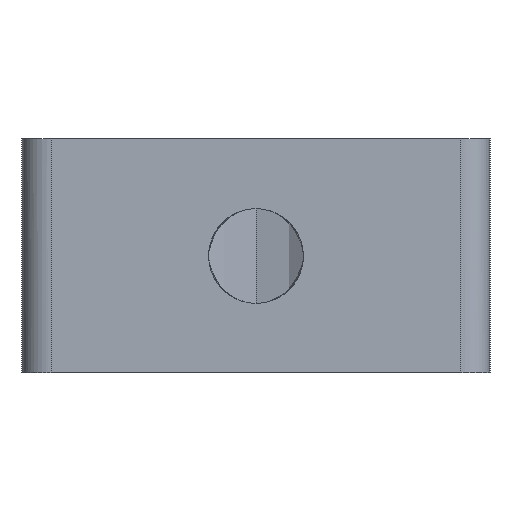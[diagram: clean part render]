
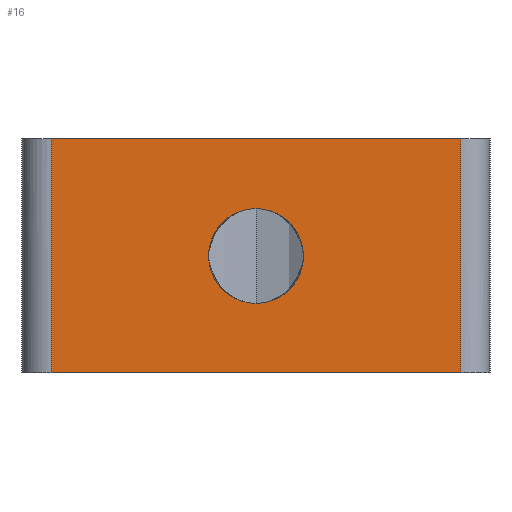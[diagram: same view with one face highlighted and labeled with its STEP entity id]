
A CAD part, left-side view. The second image highlights one B-rep face of the part: STEP entity #16.
In plain terms, the highlighted planar face has unit normal (-1, 0, 0).
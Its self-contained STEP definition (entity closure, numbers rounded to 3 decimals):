
#16=ADVANCED_FACE('',(#52,#45),#458,.T.);
#45=FACE_BOUND('',#83,.T.);
#52=FACE_OUTER_BOUND('',#82,.T.);
#82=EDGE_LOOP('',(#129,#130,#131,#132));
#83=EDGE_LOOP('',(#133,#134));
#129=ORIENTED_EDGE('',*,*,#257,.F.);
#130=ORIENTED_EDGE('',*,*,#255,.F.);
#131=ORIENTED_EDGE('',*,*,#258,.F.);
#132=ORIENTED_EDGE('',*,*,#259,.T.);
#133=ORIENTED_EDGE('',*,*,#299,.T.);
#134=ORIENTED_EDGE('',*,*,#322,.T.);
#255=EDGE_CURVE('',#398,#399,#377,.T.);
#257=EDGE_CURVE('',#399,#405,#379,.T.);
#258=EDGE_CURVE('',#406,#398,#380,.T.);
#259=EDGE_CURVE('',#406,#405,#381,.T.);
#299=EDGE_CURVE('',#407,#436,#353,.T.);
#322=EDGE_CURVE('',#436,#407,#374,.T.);
#353=(
BOUNDED_CURVE()
B_SPLINE_CURVE(2,(#900,#901,#902,#903,#904),.UNSPECIFIED.,.F.,.F.)
B_SPLINE_CURVE_WITH_KNOTS((3,2,3),(3.142,4.712,6.283),
 .UNSPECIFIED.)
CURVE()
GEOMETRIC_REPRESENTATION_ITEM()
RATIONAL_B_SPLINE_CURVE((1.,0.707,1.,0.707,1.))
REPRESENTATION_ITEM('')
);
#374=(
BOUNDED_CURVE()
B_SPLINE_CURVE(2,(#1016,#1017,#1018,#1019,#1020),.UNSPECIFIED.,.F.,.F.)
B_SPLINE_CURVE_WITH_KNOTS((3,2,3),(6.283,7.854,9.425),
 .UNSPECIFIED.)
CURVE()
GEOMETRIC_REPRESENTATION_ITEM()
RATIONAL_B_SPLINE_CURVE((1.,0.707,1.,0.707,1.))
REPRESENTATION_ITEM('')
);
#377=B_SPLINE_CURVE_WITH_KNOTS('',1,(#739,#740),.UNSPECIFIED.,.F.,.F.,(2,
2),(0.1,1.5),.UNSPECIFIED.);
#379=B_SPLINE_CURVE_WITH_KNOTS('',1,(#743,#744),.UNSPECIFIED.,.F.,.F.,(2,
2),(-0.8,0.),.UNSPECIFIED.);
#380=B_SPLINE_CURVE_WITH_KNOTS('',1,(#745,#746),.UNSPECIFIED.,.F.,.F.,(2,
2),(0.,0.8),.UNSPECIFIED.);
#381=B_SPLINE_CURVE_WITH_KNOTS('',1,(#747,#748),.UNSPECIFIED.,.F.,.F.,(2,
2),(0.1,1.5),.UNSPECIFIED.);
#398=VERTEX_POINT('',#696);
#399=VERTEX_POINT('',#697);
#405=VERTEX_POINT('',#703);
#406=VERTEX_POINT('',#704);
#407=VERTEX_POINT('',#705);
#436=VERTEX_POINT('',#734);
#458=PLANE('',#484);
#484=AXIS2_PLACEMENT_3D('',#502,#493,$);
#493=DIRECTION('',(-1.,0.,0.));
#502=CARTESIAN_POINT('',(-37.,7.01,-0.01));
#696=CARTESIAN_POINT('',(-37.,7.,8.));
#697=CARTESIAN_POINT('',(-37.,-7.,8.));
#703=CARTESIAN_POINT('',(-37.,-7.,0.));
#704=CARTESIAN_POINT('',(-37.,7.,0.));
#705=CARTESIAN_POINT('',(-37.,0.,2.379));
#734=CARTESIAN_POINT('',(-37.,0.,5.621));
#739=CARTESIAN_POINT('',(-37.,7.,8.));
#740=CARTESIAN_POINT('',(-37.,-7.,8.));
#743=CARTESIAN_POINT('',(-37.,-7.,8.));
#744=CARTESIAN_POINT('',(-37.,-7.,0.));
#745=CARTESIAN_POINT('',(-37.,7.,0.));
#746=CARTESIAN_POINT('',(-37.,7.,8.));
#747=CARTESIAN_POINT('',(-37.,7.,0.));
#748=CARTESIAN_POINT('',(-37.,-7.,0.));
#900=CARTESIAN_POINT('',(-37.,0.,2.379));
#901=CARTESIAN_POINT('',(-37.,1.621,2.379));
#902=CARTESIAN_POINT('',(-37.,1.621,4.));
#903=CARTESIAN_POINT('',(-37.,1.621,5.621));
#904=CARTESIAN_POINT('',(-37.,0.,5.621));
#1016=CARTESIAN_POINT('',(-37.,0.,5.621));
#1017=CARTESIAN_POINT('',(-37.,-1.621,5.621));
#1018=CARTESIAN_POINT('',(-37.,-1.621,4.));
#1019=CARTESIAN_POINT('',(-37.,-1.621,2.379));
#1020=CARTESIAN_POINT('',(-37.,0.,2.379));
